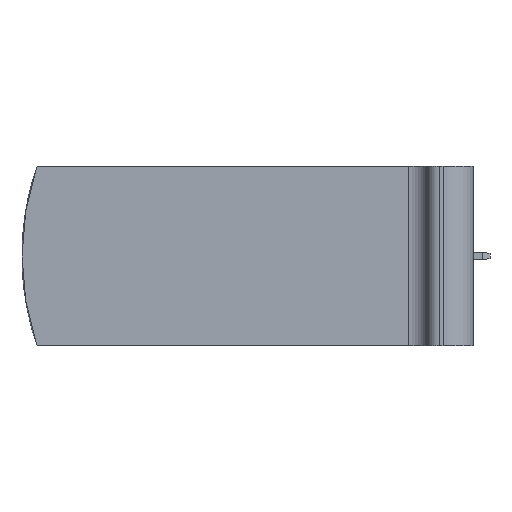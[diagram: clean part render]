
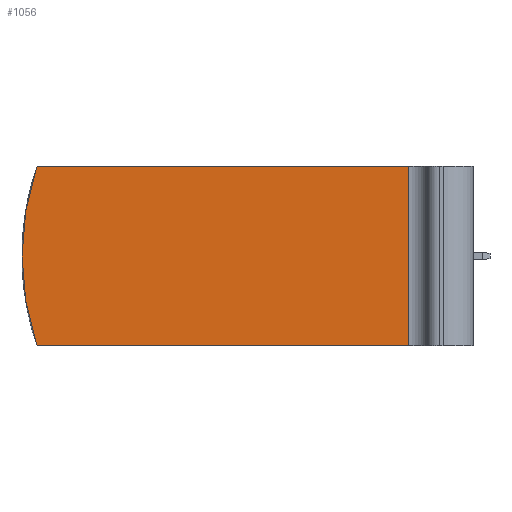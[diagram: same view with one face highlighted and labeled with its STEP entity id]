
A CAD part, left-side view. The second image highlights one B-rep face of the part: STEP entity #1056.
In plain terms, the highlighted planar face has unit normal (-1, 0, 0).
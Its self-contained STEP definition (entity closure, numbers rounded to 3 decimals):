
#45=PLANE('',#1154);
#152=LINE('',#1740,#256);
#162=LINE('',#1775,#266);
#163=LINE('',#1777,#267);
#256=VECTOR('',#1354,1000.);
#266=VECTOR('',#1382,1000.);
#267=VECTOR('',#1385,1000.);
#411=ORIENTED_EDGE('',*,*,#569,.F.);
#412=ORIENTED_EDGE('',*,*,#674,.F.);
#413=ORIENTED_EDGE('',*,*,#675,.F.);
#414=ORIENTED_EDGE('',*,*,#656,.F.);
#569=EDGE_CURVE('',#711,#712,#808,.T.);
#656=EDGE_CURVE('',#712,#773,#152,.T.);
#674=EDGE_CURVE('',#788,#711,#162,.T.);
#675=EDGE_CURVE('',#773,#788,#163,.T.);
#711=VERTEX_POINT('',#1535);
#712=VERTEX_POINT('',#1537);
#773=VERTEX_POINT('',#1741);
#788=VERTEX_POINT('',#1774);
#808=CIRCLE('',#1119,18.);
#868=EDGE_LOOP('',(#411,#412,#413,#414));
#956=FACE_BOUND('',#868,.T.);
#1056=ADVANCED_FACE('',(#956),#45,.F.);
#1119=AXIS2_PLACEMENT_3D('',#1536,#1226,#1227);
#1154=AXIS2_PLACEMENT_3D('',#1776,#1383,#1384);
#1226=DIRECTION('',(1.,0.,0.));
#1227=DIRECTION('',(0.,0.,-1.));
#1354=DIRECTION('',(0.,-1.,0.));
#1382=DIRECTION('',(0.,1.,0.));
#1383=DIRECTION('',(1.,0.,0.));
#1384=DIRECTION('',(0.,0.,-1.));
#1385=DIRECTION('',(0.,0.,-1.));
#1535=CARTESIAN_POINT('',(-66.5,22.923,-5.85));
#1536=CARTESIAN_POINT('',(-66.5,5.9,0.));
#1537=CARTESIAN_POINT('',(-66.5,22.923,5.85));
#1740=CARTESIAN_POINT('',(-66.5,22.923,5.85));
#1741=CARTESIAN_POINT('',(-66.5,-1.25,5.85));
#1774=CARTESIAN_POINT('',(-66.5,-1.25,-5.85));
#1775=CARTESIAN_POINT('',(-66.5,0.,-5.85));
#1776=CARTESIAN_POINT('',(-66.5,5.9,0.));
#1777=CARTESIAN_POINT('',(-66.5,-1.25,5.85));
